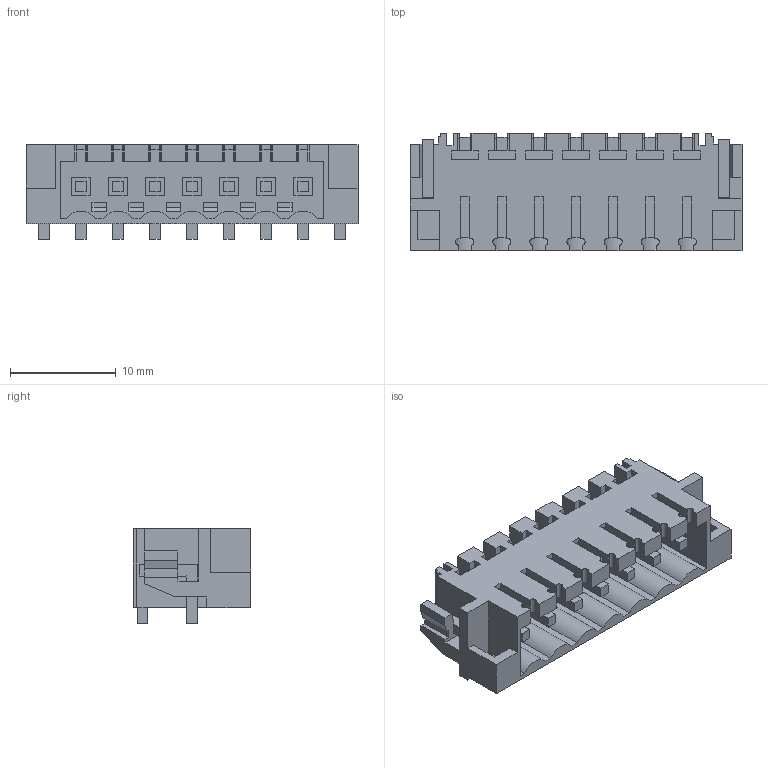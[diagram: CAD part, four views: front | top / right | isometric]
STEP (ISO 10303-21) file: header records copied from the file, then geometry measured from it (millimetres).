
FILE_DESCRIPTION(('CATIA V5 STEP Exchange','CAx-IF Rec.Pracs.--- Model Styling and Organization---1.2---2011-12-15'),'2;1');
FILE_NAME ('D1446201_0_1000630000_1000630000.stp','2018-03-10T07:18:20+00:00',('none'),('Weidmueller'),'CATIA Version 5-6 Release 2014','CATIA V5 STEP AP214','none');
FILE_SCHEMA(('AUTOMOTIVE_DESIGN { 1 0 10303 214 1 1 1 1 }'));
Length unit declared in the file: millimetre
Products named in the file (1): 1000630000
Bounding box: 31.35 x 11.05 x 8.95 mm (x, y, z)
Volume: 1107.6 mm3; surface area: 2931 mm2
Topology: 10 solids, 10 shells, 553 faces, 1680 edges, 1158 vertices
Faces by surface type: plane 518, cylinder 35
Entity records: 17451 total; most frequent: ORIENTED_EDGE 3360, CARTESIAN_POINT 3165, DIRECTION 2314, EDGE_CURVE 1680, VECTOR 1604, LINE 1604, VERTEX_POINT 1158, EDGE_LOOP 582
